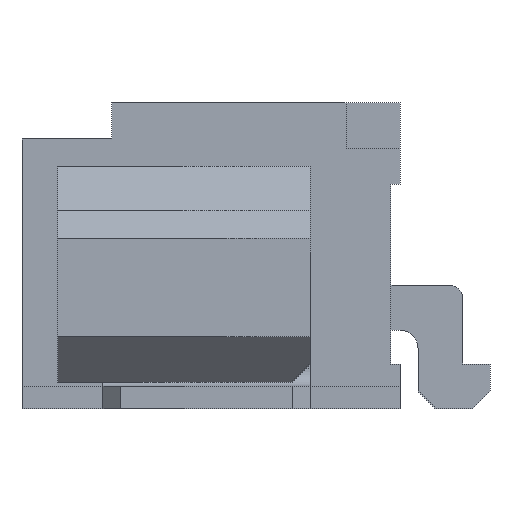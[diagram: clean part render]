
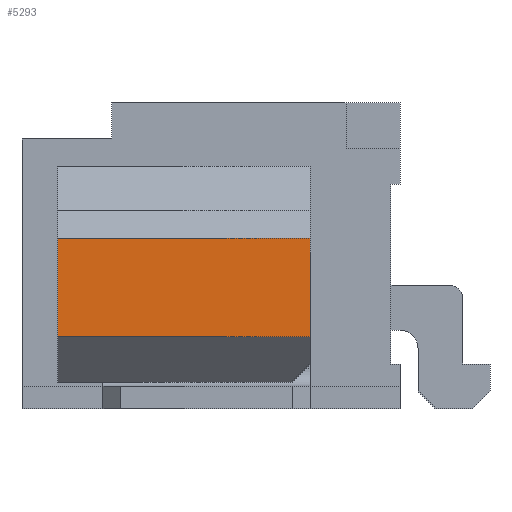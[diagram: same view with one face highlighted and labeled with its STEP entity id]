
A CAD part, left-side view. The second image highlights one B-rep face of the part: STEP entity #5293.
In plain terms, the highlighted planar face has unit normal (-1, 0, 0).
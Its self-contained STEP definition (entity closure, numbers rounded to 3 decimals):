
#1362 = PLANE('',#1363);
#1363 = AXIS2_PLACEMENT_3D('',#1364,#1365,#1366);
#1364 = CARTESIAN_POINT('',(-2.125,1.7,-1.7));
#1365 = DIRECTION('',(0.,-1.,0.));
#1366 = DIRECTION('',(0.,0.,-1.));
#1416 = PLANE('',#1417);
#1417 = AXIS2_PLACEMENT_3D('',#1418,#1419,#1420);
#1418 = CARTESIAN_POINT('',(-2.125,-1.1,-1.7));
#1419 = DIRECTION('',(0.,-1.,0.));
#1420 = DIRECTION('',(0.,0.,-1.));
#1647 = VERTEX_POINT('',#1648);
#1648 = CARTESIAN_POINT('',(-3.625,-1.1,0.2));
#1662 = PLANE('',#1663);
#1663 = AXIS2_PLACEMENT_3D('',#1664,#1665,#1666);
#1664 = CARTESIAN_POINT('',(-3.325,1.7,0.5));
#1665 = DIRECTION('',(-0.707,0.,0.707));
#1666 = DIRECTION('',(0.,1.,0.));
#1674 = EDGE_CURVE('',#1647,#1675,#1677,.T.);
#1675 = VERTEX_POINT('',#1676);
#1676 = CARTESIAN_POINT('',(-3.625,-1.1,-0.9));
#1677 = SURFACE_CURVE('',#1678,(#1682,#1689),.PCURVE_S1.);
#1678 = LINE('',#1679,#1680);
#1679 = CARTESIAN_POINT('',(-3.625,-1.1,0.2));
#1680 = VECTOR('',#1681,1.);
#1681 = DIRECTION('',(0.,0.,-1.));
#1682 = PCURVE('',#1416,#1683);
#1683 = DEFINITIONAL_REPRESENTATION('',(#1684),#1688);
#1684 = LINE('',#1685,#1686);
#1685 = CARTESIAN_POINT('',(-1.9,-1.5));
#1686 = VECTOR('',#1687,1.);
#1687 = DIRECTION('',(1.,0.));
#1688 = ( GEOMETRIC_REPRESENTATION_CONTEXT(2) 
PARAMETRIC_REPRESENTATION_CONTEXT() REPRESENTATION_CONTEXT('2D SPACE',''
  ) );
#1689 = PCURVE('',#1690,#1695);
#1690 = PLANE('',#1691);
#1691 = AXIS2_PLACEMENT_3D('',#1692,#1693,#1694);
#1692 = CARTESIAN_POINT('',(-3.625,1.7,0.2));
#1693 = DIRECTION('',(-1.,0.,0.));
#1694 = DIRECTION('',(0.,0.,1.));
#1695 = DEFINITIONAL_REPRESENTATION('',(#1696),#1700);
#1696 = LINE('',#1697,#1698);
#1697 = CARTESIAN_POINT('',(0.,-2.8));
#1698 = VECTOR('',#1699,1.);
#1699 = DIRECTION('',(-1.,0.));
#1700 = ( GEOMETRIC_REPRESENTATION_CONTEXT(2) 
PARAMETRIC_REPRESENTATION_CONTEXT() REPRESENTATION_CONTEXT('2D SPACE',''
  ) );
#1718 = PLANE('',#1719);
#1719 = AXIS2_PLACEMENT_3D('',#1720,#1721,#1722);
#1720 = CARTESIAN_POINT('',(-3.625,1.7,-0.9));
#1721 = DIRECTION('',(-0.707,0.,-0.707));
#1722 = DIRECTION('',(-0.707,0.,0.707));
#2226 = EDGE_CURVE('',#2227,#1675,#2229,.T.);
#2227 = VERTEX_POINT('',#2228);
#2228 = CARTESIAN_POINT('',(-3.625,1.7,-0.9));
#2229 = SURFACE_CURVE('',#2230,(#2234,#2241),.PCURVE_S1.);
#2230 = LINE('',#2231,#2232);
#2231 = CARTESIAN_POINT('',(-3.625,1.7,-0.9));
#2232 = VECTOR('',#2233,1.);
#2233 = DIRECTION('',(0.,-1.,0.));
#2234 = PCURVE('',#1718,#2235);
#2235 = DEFINITIONAL_REPRESENTATION('',(#2236),#2240);
#2236 = LINE('',#2237,#2238);
#2237 = CARTESIAN_POINT('',(0.,0.));
#2238 = VECTOR('',#2239,1.);
#2239 = DIRECTION('',(0.,-1.));
#2240 = ( GEOMETRIC_REPRESENTATION_CONTEXT(2) 
PARAMETRIC_REPRESENTATION_CONTEXT() REPRESENTATION_CONTEXT('2D SPACE',''
  ) );
#2241 = PCURVE('',#1690,#2242);
#2242 = DEFINITIONAL_REPRESENTATION('',(#2243),#2247);
#2243 = LINE('',#2244,#2245);
#2244 = CARTESIAN_POINT('',(-1.1,0.));
#2245 = VECTOR('',#2246,1.);
#2246 = DIRECTION('',(0.,-1.));
#2247 = ( GEOMETRIC_REPRESENTATION_CONTEXT(2) 
PARAMETRIC_REPRESENTATION_CONTEXT() REPRESENTATION_CONTEXT('2D SPACE',''
  ) );
#5026 = EDGE_CURVE('',#5027,#2227,#5029,.T.);
#5027 = VERTEX_POINT('',#5028);
#5028 = CARTESIAN_POINT('',(-3.625,1.7,0.2));
#5029 = SURFACE_CURVE('',#5030,(#5034,#5041),.PCURVE_S1.);
#5030 = LINE('',#5031,#5032);
#5031 = CARTESIAN_POINT('',(-3.625,1.7,0.2));
#5032 = VECTOR('',#5033,1.);
#5033 = DIRECTION('',(0.,0.,-1.));
#5034 = PCURVE('',#1362,#5035);
#5035 = DEFINITIONAL_REPRESENTATION('',(#5036),#5040);
#5036 = LINE('',#5037,#5038);
#5037 = CARTESIAN_POINT('',(-1.9,-1.5));
#5038 = VECTOR('',#5039,1.);
#5039 = DIRECTION('',(1.,0.));
#5040 = ( GEOMETRIC_REPRESENTATION_CONTEXT(2) 
PARAMETRIC_REPRESENTATION_CONTEXT() REPRESENTATION_CONTEXT('2D SPACE',''
  ) );
#5041 = PCURVE('',#1690,#5042);
#5042 = DEFINITIONAL_REPRESENTATION('',(#5043),#5047);
#5043 = LINE('',#5044,#5045);
#5044 = CARTESIAN_POINT('',(0.,0.));
#5045 = VECTOR('',#5046,1.);
#5046 = DIRECTION('',(-1.,0.));
#5047 = ( GEOMETRIC_REPRESENTATION_CONTEXT(2) 
PARAMETRIC_REPRESENTATION_CONTEXT() REPRESENTATION_CONTEXT('2D SPACE',''
  ) );
#5270 = EDGE_CURVE('',#5027,#1647,#5271,.T.);
#5271 = SURFACE_CURVE('',#5272,(#5276,#5283),.PCURVE_S1.);
#5272 = LINE('',#5273,#5274);
#5273 = CARTESIAN_POINT('',(-3.625,1.7,0.2));
#5274 = VECTOR('',#5275,1.);
#5275 = DIRECTION('',(0.,-1.,0.));
#5276 = PCURVE('',#1662,#5277);
#5277 = DEFINITIONAL_REPRESENTATION('',(#5278),#5282);
#5278 = LINE('',#5279,#5280);
#5279 = CARTESIAN_POINT('',(0.,0.424));
#5280 = VECTOR('',#5281,1.);
#5281 = DIRECTION('',(-1.,-0.));
#5282 = ( GEOMETRIC_REPRESENTATION_CONTEXT(2) 
PARAMETRIC_REPRESENTATION_CONTEXT() REPRESENTATION_CONTEXT('2D SPACE',''
  ) );
#5283 = PCURVE('',#1690,#5284);
#5284 = DEFINITIONAL_REPRESENTATION('',(#5285),#5289);
#5285 = LINE('',#5286,#5287);
#5286 = CARTESIAN_POINT('',(0.,0.));
#5287 = VECTOR('',#5288,1.);
#5288 = DIRECTION('',(0.,-1.));
#5289 = ( GEOMETRIC_REPRESENTATION_CONTEXT(2) 
PARAMETRIC_REPRESENTATION_CONTEXT() REPRESENTATION_CONTEXT('2D SPACE',''
  ) );
#5293 = ADVANCED_FACE('',(#5294),#1690,.T.);
#5294 = FACE_BOUND('',#5295,.T.);
#5295 = EDGE_LOOP('',(#5296,#5297,#5298,#5299));
#5296 = ORIENTED_EDGE('',*,*,#2226,.T.);
#5297 = ORIENTED_EDGE('',*,*,#1674,.F.);
#5298 = ORIENTED_EDGE('',*,*,#5270,.F.);
#5299 = ORIENTED_EDGE('',*,*,#5026,.T.);
